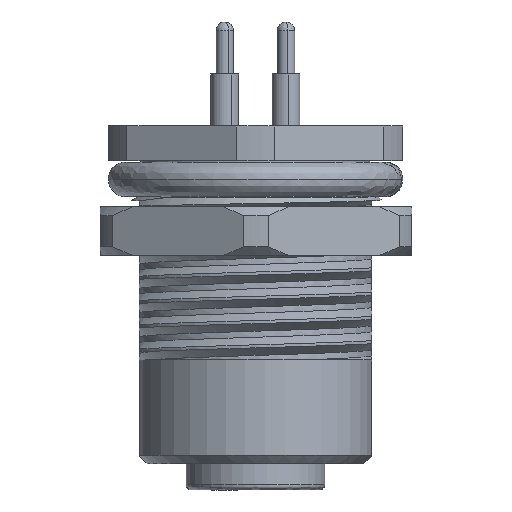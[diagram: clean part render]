
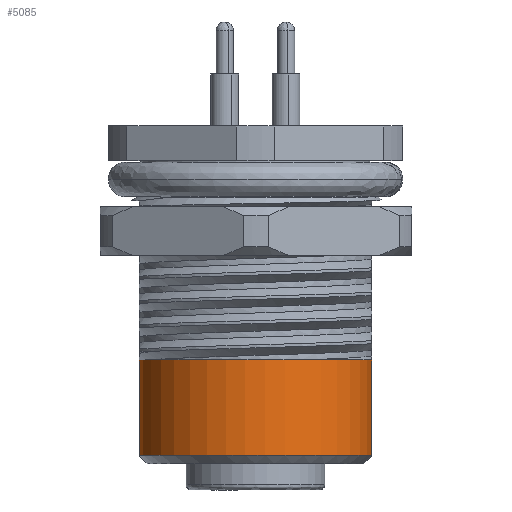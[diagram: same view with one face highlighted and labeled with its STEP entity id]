
A CAD part, front view. The second image highlights one B-rep face of the part: STEP entity #5085.
In plain terms, the highlighted cylindrical face has radius 6.75 mm (diameter 13.5 mm), a partial arc.
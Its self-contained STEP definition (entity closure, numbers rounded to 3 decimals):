
#506 = VECTOR ( 'NONE', #5202, 1000. ) ;
#1181 = ORIENTED_EDGE ( 'NONE', *, *, #19181, .T. ) ;
#1432 = CARTESIAN_POINT ( 'NONE',  ( -6.7, -0.82, -13.5 ) ) ;
#2891 = EDGE_CURVE ( 'NONE', #8803, #13995, #14355, .T. ) ;
#5085 = ADVANCED_FACE ( 'NONE', ( #11614 ), #14014, .T. ) ;
#5121 = CARTESIAN_POINT ( 'NONE',  ( -6.7, -0.82, -19. ) ) ;
#5167 = EDGE_CURVE ( 'NONE', #13995, #26774, #23985, .T. ) ;
#5202 = DIRECTION ( 'NONE',  ( 0., 0., -1. ) ) ;
#6783 = DIRECTION ( 'NONE',  ( 0., 0., 1. ) ) ;
#6960 = CARTESIAN_POINT ( 'NONE',  ( 0., 0., -19.5 ) ) ;
#7738 = AXIS2_PLACEMENT_3D ( 'NONE', #6960, #15652, #13416 ) ;
#8803 = VERTEX_POINT ( 'NONE', #1432 ) ;
#9334 = CARTESIAN_POINT ( 'NONE',  ( 6.7, -0.82, -4.3 ) ) ;
#9814 = CARTESIAN_POINT ( 'NONE',  ( 0., 0., -19. ) ) ;
#10392 = EDGE_CURVE ( 'NONE', #26774, #19253, #20392, .T. ) ;
#10428 = EDGE_LOOP ( 'NONE', ( #1181, #20551, #18360, #29016 ) ) ;
#11051 = AXIS2_PLACEMENT_3D ( 'NONE', #9814, #11916, #23438 ) ;
#11614 = FACE_OUTER_BOUND ( 'NONE', #10428, .T. ) ;
#11896 = CIRCLE ( 'NONE', #29109, 6.75 ) ;
#11916 = DIRECTION ( 'NONE',  ( 0., 0., 1. ) ) ;
#13416 = DIRECTION ( 'NONE',  ( -1., 0., 0. ) ) ;
#13995 = VERTEX_POINT ( 'NONE', #5121 ) ;
#14014 = CYLINDRICAL_SURFACE ( 'NONE', #7738, 6.75 ) ;
#14355 = LINE ( 'NONE', #25446, #506 ) ;
#15652 = DIRECTION ( 'NONE',  ( 0., 0., -1. ) ) ;
#16217 = DIRECTION ( 'NONE',  ( -1., 0., 0. ) ) ;
#16575 = CARTESIAN_POINT ( 'NONE',  ( 6.7, -0.82, -19. ) ) ;
#18360 = ORIENTED_EDGE ( 'NONE', *, *, #5167, .T. ) ;
#19181 = EDGE_CURVE ( 'NONE', #19253, #8803, #11896, .T. ) ;
#19253 = VERTEX_POINT ( 'NONE', #27624 ) ;
#20392 = LINE ( 'NONE', #9334, #21583 ) ;
#20551 = ORIENTED_EDGE ( 'NONE', *, *, #2891, .T. ) ;
#21583 = VECTOR ( 'NONE', #6783, 1000. ) ;
#23258 = DIRECTION ( 'NONE',  ( 0., 0., -1. ) ) ;
#23438 = DIRECTION ( 'NONE',  ( -1., 0., 0. ) ) ;
#23566 = CARTESIAN_POINT ( 'NONE',  ( 0., 0., -13.5 ) ) ;
#23985 = CIRCLE ( 'NONE', #11051, 6.75 ) ;
#25446 = CARTESIAN_POINT ( 'NONE',  ( -6.7, -0.82, -4.3 ) ) ;
#26774 = VERTEX_POINT ( 'NONE', #16575 ) ;
#27624 = CARTESIAN_POINT ( 'NONE',  ( 6.7, -0.82, -13.5 ) ) ;
#29016 = ORIENTED_EDGE ( 'NONE', *, *, #10392, .T. ) ;
#29109 = AXIS2_PLACEMENT_3D ( 'NONE', #23566, #23258, #16217 ) ;
